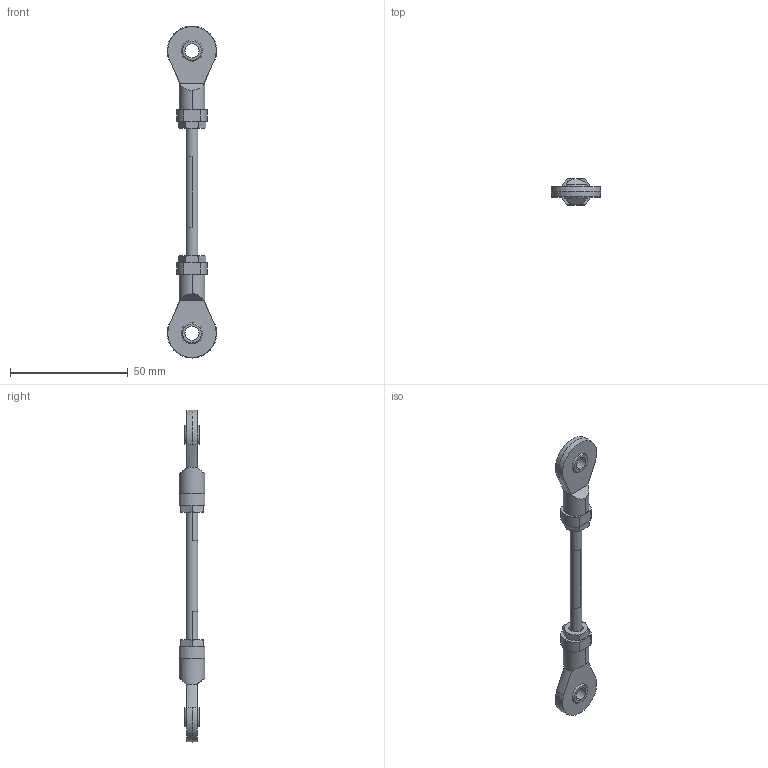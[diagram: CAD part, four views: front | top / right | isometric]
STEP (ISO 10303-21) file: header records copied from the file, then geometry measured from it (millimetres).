
FILE_DESCRIPTION((''),'2;1');
FILE_NAME('CAD-6824_SW0001','2020-02-25T11:47:18',('creinig-se'),(''),'CREO PARAMETRIC BY PTC INC, 2019292','CREO PARAMETRIC BY PTC INC, 2019292','');
FILE_SCHEMA(('CONFIG_CONTROL_DESIGN','SHAPE_APPEARANCE_LAYERS_GROUPS'));
Length unit declared in the file: millimetre
Products named in the file (1): CAD-6824_SW0001
Bounding box: 20.94 x 11 x 141 mm (x, y, z)
Volume: 8165.5 mm3; surface area: 4832.4 mm2
Topology: 1 solids, 1 shells, 90 faces, 257 edges, 180 vertices
Faces by surface type: plane 36, cone 32, cylinder 14, sphere 8
Entity records: 4679 total; most frequent: CARTESIAN_POINT 975, ORIENTED_EDGE 500, DIRECTION 463, PRESENTATION_STYLE_ASSIGNMENT 299, STYLED_ITEM 255, CURVE_STYLE 254, EDGE_CURVE 250, AXIS2_PLACEMENT_3D 191
